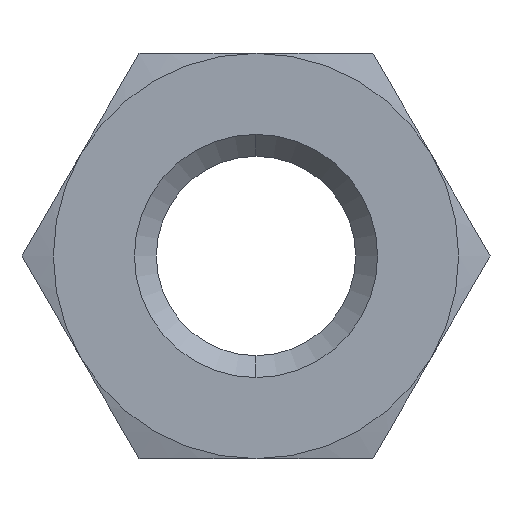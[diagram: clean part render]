
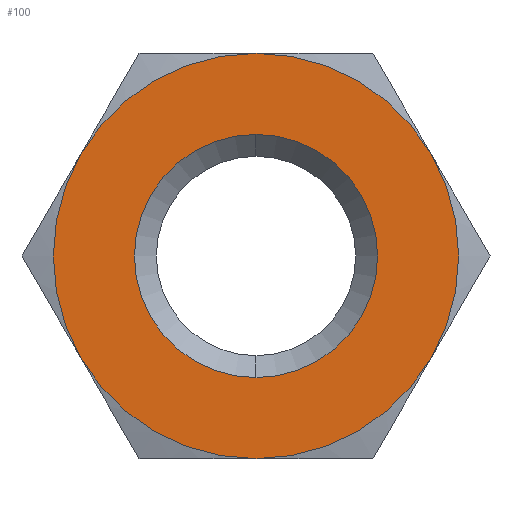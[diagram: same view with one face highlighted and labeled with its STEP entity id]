
A CAD part, left-side view. The second image highlights one B-rep face of the part: STEP entity #100.
In plain terms, the highlighted planar face has unit normal (-1, 0, 0).
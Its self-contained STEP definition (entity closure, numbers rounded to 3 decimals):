
#100=ADVANCED_FACE('',(#153,#154),#155,.T.);
#153=FACE_OUTER_BOUND('',#207,.T.);
#154=FACE_BOUND('',#208,.T.);
#155=PLANE('',#209);
#207=EDGE_LOOP('',(#389,#390,#391,#392,#393,#394));
#208=EDGE_LOOP('',(#395,#396));
#209=AXIS2_PLACEMENT_3D('',#397,#398,#399);
#389=ORIENTED_EDGE('',*,*,#450,.F.);
#390=ORIENTED_EDGE('',*,*,#451,.F.);
#391=ORIENTED_EDGE('',*,*,#446,.F.);
#392=ORIENTED_EDGE('',*,*,#447,.F.);
#393=ORIENTED_EDGE('',*,*,#448,.F.);
#394=ORIENTED_EDGE('',*,*,#449,.F.);
#395=ORIENTED_EDGE('',*,*,#455,.T.);
#396=ORIENTED_EDGE('',*,*,#401,.T.);
#397=CARTESIAN_POINT('',(0.,0.,2.0));
#398=DIRECTION('',(-1.0,0.,0.));
#399=DIRECTION('',(0.,0.,-1.0));
#401=EDGE_CURVE('',#459,#456,#460,.T.);
#446=EDGE_CURVE('',#479,#500,#534,.T.);
#447=EDGE_CURVE('',#525,#479,#535,.T.);
#448=EDGE_CURVE('',#517,#525,#536,.T.);
#449=EDGE_CURVE('',#508,#517,#537,.T.);
#450=EDGE_CURVE('',#491,#508,#538,.T.);
#451=EDGE_CURVE('',#500,#491,#539,.T.);
#455=EDGE_CURVE('',#456,#459,#543,.T.);
#456=VERTEX_POINT('',#544);
#459=VERTEX_POINT('',#548);
#460=CIRCLE('',#549,1.5);
#479=VERTEX_POINT('',#583);
#491=VERTEX_POINT('',#633);
#500=VERTEX_POINT('',#679);
#508=VERTEX_POINT('',#732);
#517=VERTEX_POINT('',#778);
#525=VERTEX_POINT('',#823);
#534=CIRCLE('',#850,2.5);
#535=CIRCLE('',#851,2.5);
#536=CIRCLE('',#852,2.5);
#537=CIRCLE('',#853,2.5);
#538=CIRCLE('',#854,2.5);
#539=CIRCLE('',#855,2.5);
#543=CIRCLE('',#859,1.5);
#544=CARTESIAN_POINT('',(0.,0.,1.5));
#548=CARTESIAN_POINT('',(0.,0.,-1.5));
#549=AXIS2_PLACEMENT_3D('',#861,#862,#863);
#583=CARTESIAN_POINT('',(0.,2.165,-1.25));
#633=CARTESIAN_POINT('',(0.,0.,2.5));
#679=CARTESIAN_POINT('',(0.0,2.165,1.25));
#732=CARTESIAN_POINT('',(0.0,-2.165,1.25));
#778=CARTESIAN_POINT('',(0.,-2.165,-1.25));
#823=CARTESIAN_POINT('',(0.,0.0,-2.5));
#850=AXIS2_PLACEMENT_3D('',#902,#903,#904);
#851=AXIS2_PLACEMENT_3D('',#905,#906,#907);
#852=AXIS2_PLACEMENT_3D('',#908,#909,#910);
#853=AXIS2_PLACEMENT_3D('',#911,#912,#913);
#854=AXIS2_PLACEMENT_3D('',#914,#915,#916);
#855=AXIS2_PLACEMENT_3D('',#917,#918,#919);
#859=AXIS2_PLACEMENT_3D('',#929,#930,#931);
#861=CARTESIAN_POINT('',(0.,0.0,0.));
#862=DIRECTION('',(1.0,0.0,0.));
#863=DIRECTION('',(0.,0.,1.0));
#902=CARTESIAN_POINT('',(0.,0.0,0.));
#903=DIRECTION('',(1.0,0.0,0.));
#904=DIRECTION('',(0.,0.,1.0));
#905=CARTESIAN_POINT('',(0.,0.0,0.));
#906=DIRECTION('',(1.0,0.0,0.));
#907=DIRECTION('',(0.,0.,1.0));
#908=CARTESIAN_POINT('',(0.,0.0,0.));
#909=DIRECTION('',(1.0,0.0,0.));
#910=DIRECTION('',(0.,0.,1.0));
#911=CARTESIAN_POINT('',(0.,0.0,0.));
#912=DIRECTION('',(1.0,0.0,0.));
#913=DIRECTION('',(0.,0.,1.0));
#914=CARTESIAN_POINT('',(0.,0.0,0.));
#915=DIRECTION('',(1.0,0.0,0.));
#916=DIRECTION('',(0.,0.,1.0));
#917=CARTESIAN_POINT('',(0.,0.0,0.));
#918=DIRECTION('',(1.0,0.0,0.));
#919=DIRECTION('',(0.,0.,1.0));
#929=CARTESIAN_POINT('',(0.,0.0,0.));
#930=DIRECTION('',(1.0,0.0,0.));
#931=DIRECTION('',(0.,0.,1.0));
